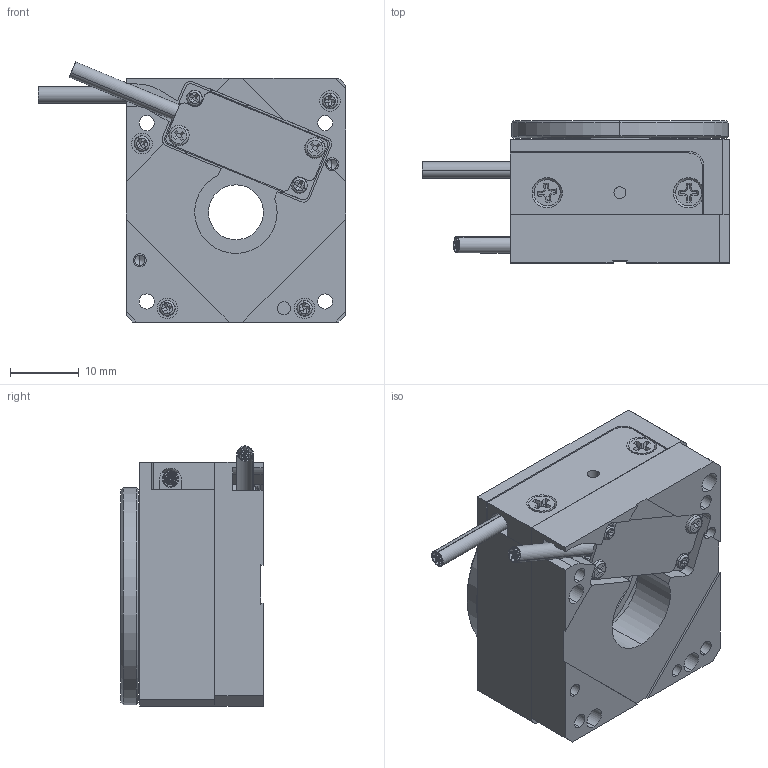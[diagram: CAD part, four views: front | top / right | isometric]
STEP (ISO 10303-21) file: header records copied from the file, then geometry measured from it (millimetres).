
FILE_DESCRIPTION (( 'STEP AP214' ), '1' );
FILE_NAME ('PR-32CR-11500.STEP', '2026-01-05T18:20:22', ( '' ), ( '' ), 'SwSTEP 2.0', 'SolidWorks 2023', '' );
FILE_SCHEMA (( 'AUTOMOTIVE_DESIGN' ));
Length unit declared in the file: millimetre
Products named in the file (16): 431843 PR-32CR, Carriage; Encoder Optical Absolute Assembly_No Cable_Demo; SCREW, MS-PFH, M-DIN_M2 x 0.4 x 08mm; SCREW, MS-PPH, M-JCIS_M1.6 x 0.35 x 6mm; 431840 PR-32CR, Base_Rev B; SCREW, MS-PPH, M-JCIS_M2 x 0.4 x 3mm; SCREW, MS-PPH, M-JCIS_M1.6 x 0.35 x 5mm; 431844 PR-32CR, Absolute Encoder Base; 110389 Cable, 12 Conductor, 6x 32AWG Twisted Pair, Silver Braided_L20; SCREW, MS-SCH, M-DIN_M1.4 x 0.3 x 04mm; 431528-D Encoder Head Enclosure, Optical Absolute 8x13; 431842 PR-32CR, Motor Cover_431842; 130394-103 Rotational Cross Roller Bearing, 10IDx21ODx5H, IKO_205A; PR-32CR-11500; 431529 Encoder Head Enclosure Cover, 8x13; 430415 PPS 20, Back Cover, W20
Assembly tree (27 placements, depth 3):
  PR-32CR-11500
    431840 PR-32CR, Base_Rev B
    431843 PR-32CR, Carriage
    431842 PR-32CR, Motor Cover_431842
    Encoder Optical Absolute Assembly_No Cable_Demo
      431528-D Encoder Head Enclosure, Optical Absolute 8x13
      431529 Encoder Head Enclosure Cover, 8x13
      SCREW, MS-PPH, M-JCIS_M2 x 0.4 x 3mm  x2
    431844 PR-32CR, Absolute Encoder Base
    SCREW, MS-PPH, M-JCIS_M1.6 x 0.35 x 5mm  x2
    SCREW, MS-PFH, M-DIN_M2 x 0.4 x 08mm  x2
    SCREW, MS-PPH, M-JCIS_M1.6 x 0.35 x 6mm  x4
    430415 PPS 20, Back Cover, W20
    SCREW, MS-SCH, M-DIN_M1.4 x 0.3 x 04mm  x6
    110389 Cable, 12 Conductor, 6x 32AWG Twisted Pair, Silver Braided_L20  x2
    130394-103 Rotational Cross Roller Bearing, 10IDx21ODx5H, IKO_205A
Bounding box: 44.8 x 20.7 x 37.9 mm (x, y, z)
Volume: 13931.3 mm3; surface area: 16055.7 mm2
Topology: 52 solids, 52 shells, 982 faces, 2432 edges, 1580 vertices
Faces by surface type: plane 438, cylinder 331, cone 84, torus 80, sphere 25, bspline 24
Entity records: 39784 total; most frequent: CARTESIAN_POINT 23094, DIRECTION 3500, ORIENTED_EDGE 3228, EDGE_CURVE 1614, AXIS2_PLACEMENT_3D 1325, VERTEX_POINT 1080, LINE 850, VECTOR 850
